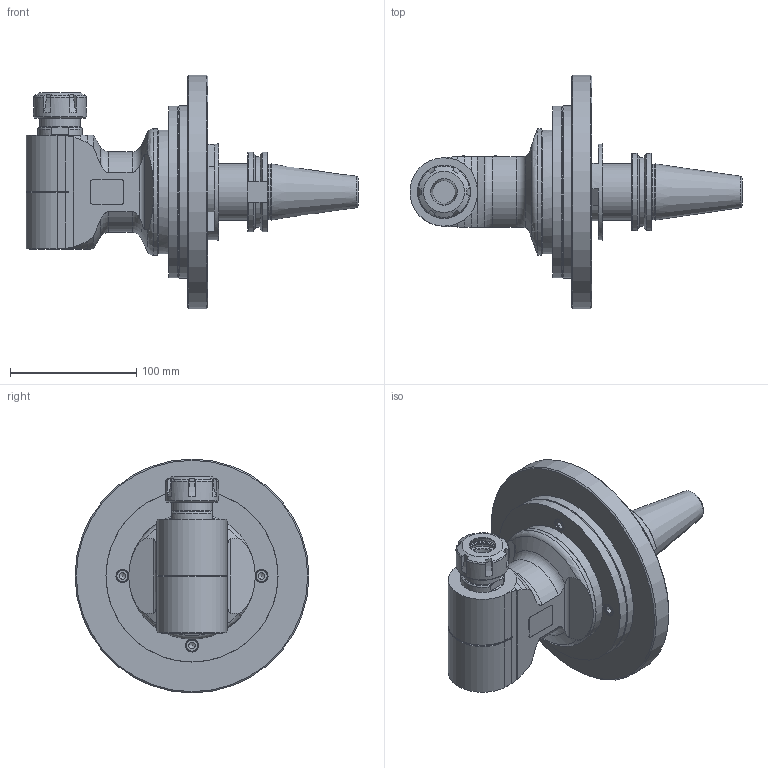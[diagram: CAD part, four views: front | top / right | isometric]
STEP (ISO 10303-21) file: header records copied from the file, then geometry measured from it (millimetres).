
FILE_DESCRIPTION(/* description */ (''),/* implementation_level */ '2;1');
FILE_NAME(/* name */ '9.F90.16S01-CAT40.stp',/* time_stamp */ '2025-12-09T14:37:20-05:00',/* author */ ('jkrenzer'),/* organization */ (''),/* preprocessor_version */ 'ST-DEVELOPER v20',/* originating_system */ 'Autodesk Inventor 2025',/* authorisation */ '');
FILE_SCHEMA (('AUTOMOTIVE_DESIGN { 1 0 10303 214 3 1 1 }'));
Length unit declared in the file: inch
Products named in the file (3): 9.F90.16S01-CAT40; 9_F90_16S01; 9_SK_44_2  (EVO, MTC, CAT40)
Assembly tree (2 placements, depth 2):
  9.F90.16S01-CAT40
    9_F90_16S01
    9_SK_44_2  (EVO, MTC, CAT40)
Bounding box: 262.65 x 185 x 185 mm (x, y, z)
Volume: 1291590.9 mm3; surface area: 206527.5 mm2
Topology: 12 solids, 12 shells, 481 faces, 1173 edges, 764 vertices
Faces by surface type: plane 247, cylinder 108, cone 91, torus 33, sphere 2
Full cylindrical faces by diameter (mm): 2.5 x2, 5 x4, 6 x8, 6.4 x4, 8 x1, 8.5 x1, 9.525 x1, 10 x8, 10.4 x8, 13.376 x1, 16.281 x1, 16.8 x1, 18 x1, 19.4 x1, 20 x2, 21 x1, 23 x1, 27 x1, 30.5 x1, 32 x1, 32.6 x1, 35 x1, 42 x1, 43.85 x1, 44.45 x1, 48 x1, 65 x3, 76 x1, 90 x1, 96 x1
Entity records: 14602 total; most frequent: CARTESIAN_POINT 3322, DIRECTION 2333, ORIENTED_EDGE 2322, EDGE_CURVE 1161, AXIS2_PLACEMENT_3D 884, VERTEX_POINT 764, LINE 565, VECTOR 565
